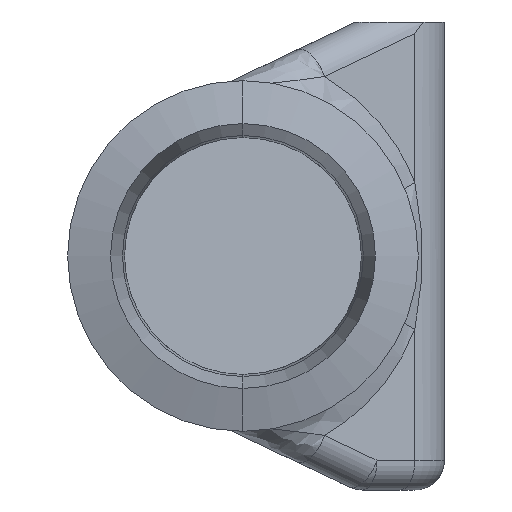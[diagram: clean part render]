
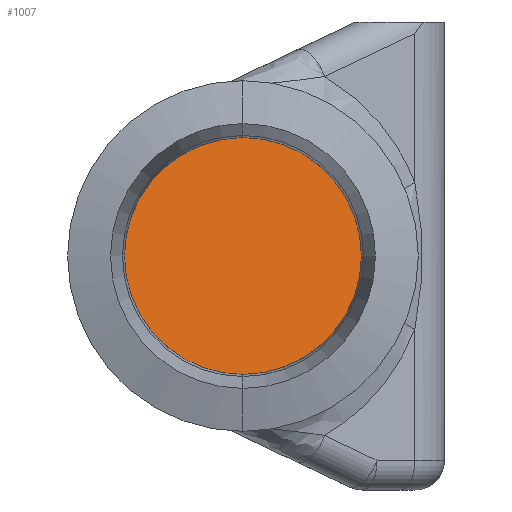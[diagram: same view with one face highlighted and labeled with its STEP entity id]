
A CAD part, left-side view. The second image highlights one B-rep face of the part: STEP entity #1007.
In plain terms, the highlighted planar face has unit normal (-0.866, -0.5, 0).
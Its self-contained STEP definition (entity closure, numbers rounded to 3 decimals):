
#99 = CARTESIAN_POINT ( 'NONE',  ( 31.307, 4., 2. ) ) ;
#160 = ORIENTED_EDGE ( 'NONE', *, *, #1085, .T. ) ;
#317 = VERTEX_POINT ( 'NONE', #1704 ) ;
#349 = CARTESIAN_POINT ( 'NONE',  ( 31.307, 4., -2. ) ) ;
#371 =( BOUNDED_CURVE ( )  B_SPLINE_CURVE ( 3, ( #1725, #99, #349, #1163 ),
 .UNSPECIFIED., .F., .F. ) 
 B_SPLINE_CURVE_WITH_KNOTS ( ( 4, 4 ),
 ( 4.712, 7.854 ),
 .UNSPECIFIED. ) 
 CURVE ( )  GEOMETRIC_REPRESENTATION_ITEM ( )  RATIONAL_B_SPLINE_CURVE ( ( 1., 0.333, 0.333, 1. ) ) 
 REPRESENTATION_ITEM ( '' )  );
#408 = EDGE_LOOP ( 'NONE', ( #160, #732 ) ) ;
#428 = CARTESIAN_POINT ( 'NONE',  ( 33.616, 0., -2. ) ) ;
#458 = DIRECTION ( 'NONE',  ( -0.866, -0.5, 0. ) ) ;
#694 = CARTESIAN_POINT ( 'NONE',  ( 33.616, 0., 2. ) ) ;
#732 = ORIENTED_EDGE ( 'NONE', *, *, #1403, .T. ) ;
#741 = DIRECTION ( 'NONE',  ( 0.5, -0.866, 0. ) ) ;
#805 = AXIS2_PLACEMENT_3D ( 'NONE', #1514, #458, #741 ) ;
#862 = PLANE ( 'NONE',  #805 ) ;
#943 = CARTESIAN_POINT ( 'NONE',  ( 35.926, -4., 2. ) ) ;
#976 = FACE_OUTER_BOUND ( 'NONE', #408, .T. ) ;
#1007 = ADVANCED_FACE ( 'NONE', ( #976 ), #862, .T. ) ;
#1085 = EDGE_CURVE ( 'NONE', #1431, #317, #371, .T. ) ;
#1086 = CARTESIAN_POINT ( 'NONE',  ( 35.926, -4., -2. ) ) ;
#1163 = CARTESIAN_POINT ( 'NONE',  ( 33.616, 0., -2. ) ) ;
#1403 = EDGE_CURVE ( 'NONE', #317, #1431, #1529, .T. ) ;
#1429 = CARTESIAN_POINT ( 'NONE',  ( 33.616, 0., 2. ) ) ;
#1431 = VERTEX_POINT ( 'NONE', #1429 ) ;
#1514 = CARTESIAN_POINT ( 'NONE',  ( 35.579, -3.4, -11.522 ) ) ;
#1529 =( BOUNDED_CURVE ( )  B_SPLINE_CURVE ( 3, ( #428, #1086, #943, #694 ),
 .UNSPECIFIED., .F., .F. ) 
 B_SPLINE_CURVE_WITH_KNOTS ( ( 4, 4 ),
 ( 1.571, 4.712 ),
 .UNSPECIFIED. ) 
 CURVE ( )  GEOMETRIC_REPRESENTATION_ITEM ( )  RATIONAL_B_SPLINE_CURVE ( ( 1., 0.333, 0.333, 1. ) ) 
 REPRESENTATION_ITEM ( '' )  );
#1704 = CARTESIAN_POINT ( 'NONE',  ( 33.616, 0., -2. ) ) ;
#1725 = CARTESIAN_POINT ( 'NONE',  ( 33.616, 0., 2. ) ) ;
